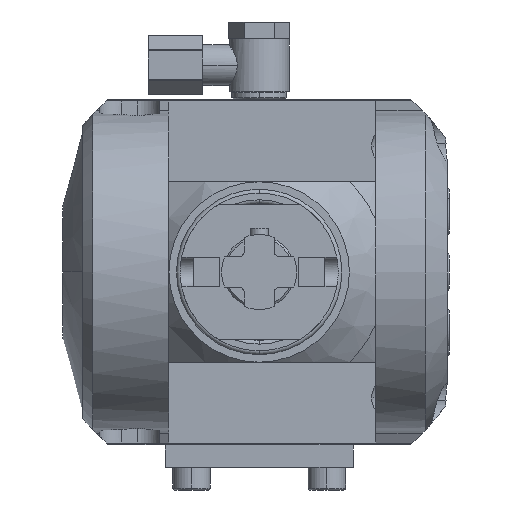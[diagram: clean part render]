
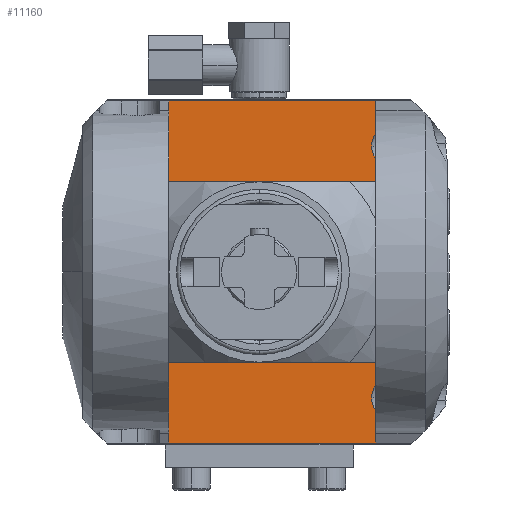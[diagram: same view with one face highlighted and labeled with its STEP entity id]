
A CAD part, left-side view. The second image highlights one B-rep face of the part: STEP entity #11160.
In plain terms, the highlighted planar face has unit normal (-1, 0, 0).
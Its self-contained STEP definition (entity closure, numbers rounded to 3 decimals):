
#587=DIRECTION('',(0.,-1.,0.));
#588=VECTOR('',#587,55.);
#589=CARTESIAN_POINT('',(-29.8,24.,45.5));
#590=LINE('',#589,#588);
#724=DIRECTION('',(0.,0.,1.));
#725=VECTOR('',#724,8.697);
#726=CARTESIAN_POINT('',(-29.8,-31.,-45.5));
#727=LINE('',#726,#725);
#728=DIRECTION('',(0.,0.,1.));
#729=VECTOR('',#728,60.394);
#730=CARTESIAN_POINT('',(-29.8,-31.,-30.197));
#731=LINE('',#730,#729);
#732=DIRECTION('',(0.,0.,1.));
#733=VECTOR('',#732,8.697);
#734=CARTESIAN_POINT('',(-29.8,-31.,36.803));
#735=LINE('',#734,#733);
#1015=DIRECTION('',(0.,0.,1.));
#1016=VECTOR('',#1015,91.);
#1017=CARTESIAN_POINT('',(-29.8,24.,-45.5));
#1018=LINE('',#1017,#1016);
#2845=DIRECTION('',(0.,1.,0.));
#2846=VECTOR('',#2845,55.);
#2847=CARTESIAN_POINT('',(-29.8,-31.,-45.5));
#2848=LINE('',#2847,#2846);
#3740=CARTESIAN_POINT('',(-29.8,-35.5,-33.5));
#3741=DIRECTION('',(1.,0.,0.));
#3742=DIRECTION('',(0.,1.,0.));
#3743=AXIS2_PLACEMENT_3D('',#3740,#3741,#3742);
#4043=CARTESIAN_POINT('',(-29.8,-35.5,-33.5));
#4044=DIRECTION('',(1.,0.,0.));
#4045=DIRECTION('',(0.,0.806,-0.592));
#4046=AXIS2_PLACEMENT_3D('',#4043,#4044,#4045);
#4261=CARTESIAN_POINT('',(-29.8,-35.5,33.5));
#4262=DIRECTION('',(1.,0.,0.));
#4263=DIRECTION('',(0.,0.806,-0.592));
#4264=AXIS2_PLACEMENT_3D('',#4261,#4262,#4263);
#4327=CARTESIAN_POINT('',(-29.8,-35.5,33.5));
#4328=DIRECTION('',(1.,0.,0.));
#4329=DIRECTION('',(0.,1.,0.));
#4330=AXIS2_PLACEMENT_3D('',#4327,#4328,#4329);
#6052=CARTESIAN_POINT('',(-29.8,24.,-45.5));
#6053=CARTESIAN_POINT('',(-29.8,24.,45.5));
#6054=VERTEX_POINT('',#6052);
#6055=VERTEX_POINT('',#6053);
#6056=CARTESIAN_POINT('',(-29.8,-31.,45.5));
#6057=VERTEX_POINT('',#6056);
#6058=CARTESIAN_POINT('',(-29.8,-31.,-45.5));
#6059=VERTEX_POINT('',#6058);
#6159=CARTESIAN_POINT('',(-29.8,-31.,30.197));
#6160=CARTESIAN_POINT('',(-29.8,-29.918,33.5));
#6161=VERTEX_POINT('',#6159);
#6162=VERTEX_POINT('',#6160);
#6163=CARTESIAN_POINT('',(-29.8,-31.,36.803));
#6164=VERTEX_POINT('',#6163);
#6171=CARTESIAN_POINT('',(-29.8,-29.918,-33.5));
#6172=CARTESIAN_POINT('',(-29.8,-31.,-30.197));
#6173=VERTEX_POINT('',#6171);
#6174=VERTEX_POINT('',#6172);
#6175=CARTESIAN_POINT('',(-29.8,-31.,-36.803));
#6176=VERTEX_POINT('',#6175);
#11139=CARTESIAN_POINT('',(-29.8,24.,-57.));
#11140=DIRECTION('',(1.,0.,0.));
#11141=DIRECTION('',(0.,0.,1.));
#11142=AXIS2_PLACEMENT_3D('',#11139,#11140,#11141);
#11143=PLANE('',#11142);
#11145=ORIENTED_EDGE('',*,*,#11144,.F.);
#11147=ORIENTED_EDGE('',*,*,#11146,.F.);
#11148=ORIENTED_EDGE('',*,*,#8129,.F.);
#11149=ORIENTED_EDGE('',*,*,#10370,.T.);
#11150=ORIENTED_EDGE('',*,*,#8352,.T.);
#11151=ORIENTED_EDGE('',*,*,#8002,.T.);
#11152=ORIENTED_EDGE('',*,*,#8145,.F.);
#11154=ORIENTED_EDGE('',*,*,#11153,.F.);
#11156=ORIENTED_EDGE('',*,*,#11155,.F.);
#11157=ORIENTED_EDGE('',*,*,#8137,.F.);
#11158=EDGE_LOOP('',(#11145,#11147,#11148,#11149,#11150,#11151,#11152,#11154,
#11156,#11157));
#11159=FACE_OUTER_BOUND('',#11158,.F.);
#11160=ADVANCED_FACE('',(#11159),#11143,.F.);
#3744=CIRCLE('',#3743,5.582);
#4047=CIRCLE('',#4046,5.582);
#4265=CIRCLE('',#4264,5.582);
#4331=CIRCLE('',#4330,5.582);
#8002=EDGE_CURVE('',#6055,#6057,#590,.T.);
#8129=EDGE_CURVE('',#6059,#6176,#727,.T.);
#8137=EDGE_CURVE('',#6174,#6161,#731,.T.);
#8145=EDGE_CURVE('',#6164,#6057,#735,.T.);
#8352=EDGE_CURVE('',#6054,#6055,#1018,.T.);
#10370=EDGE_CURVE('',#6059,#6054,#2848,.T.);
#11144=EDGE_CURVE('',#6173,#6174,#3744,.T.);
#11146=EDGE_CURVE('',#6176,#6173,#4047,.T.);
#11153=EDGE_CURVE('',#6162,#6164,#4331,.T.);
#11155=EDGE_CURVE('',#6161,#6162,#4265,.T.);
